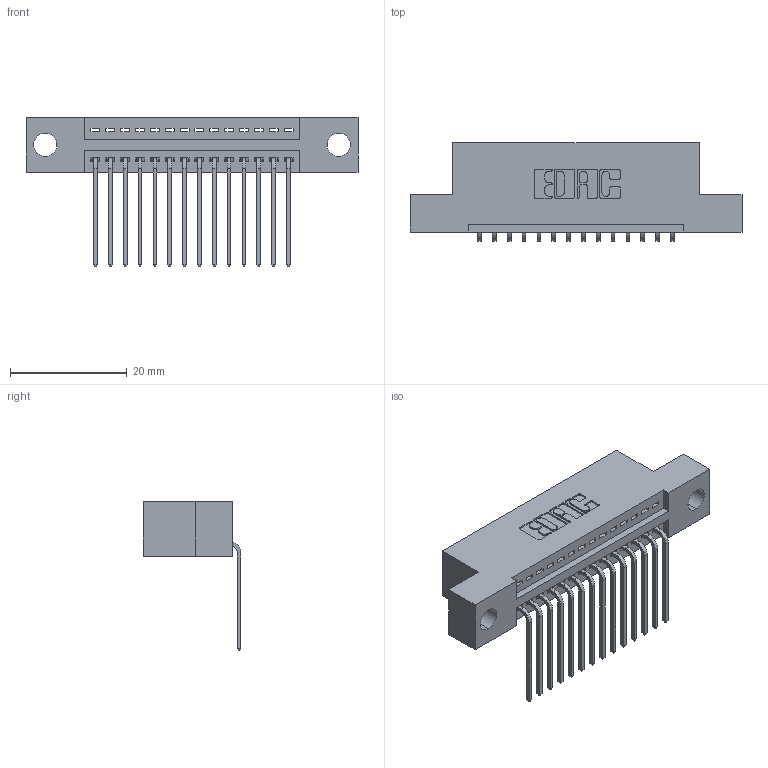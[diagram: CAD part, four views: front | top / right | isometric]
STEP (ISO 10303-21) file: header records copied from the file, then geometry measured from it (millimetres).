
FILE_DESCRIPTION (( 'STEP AP203' ), '1' );
FILE_NAME ('395-014-559-104.STEP', '2019-10-16T05:26:16', ( '' ), ( '' ), 'SwSTEP 2.0', 'SolidWorks 2016', '' );
FILE_SCHEMA (( 'CONFIG_CONTROL_DESIGN' ));
Length unit declared in the file: inch
Products named in the file (3): 345-292-001_558 559 Tail - 1; 395-014-559-104; 345 Part_Flush Mounting Lugs - 0.156 Dia-TH
Assembly tree (15 placements, depth 2):
  395-014-559-104
    345 Part_Flush Mounting Lugs - 0.156 Dia-TH
    345-292-001_558 559 Tail - 1  x14
Bounding box: 56.77 x 16.75 x 25.53 mm (x, y, z)
Volume: 5121.4 mm3; surface area: 6508.2 mm2
Topology: 15 solids, 15 shells, 966 faces, 2889 edges, 1906 vertices
Faces by surface type: plane 668, cylinder 298
Entity records: 14393 total; most frequent: CARTESIAN_POINT 2502, ORIENTED_EDGE 2450, DIRECTION 2225, EDGE_CURVE 1225, VECTOR 1037, LINE 1037, VERTEX_POINT 814, AXIS2_PLACEMENT_3D 594
